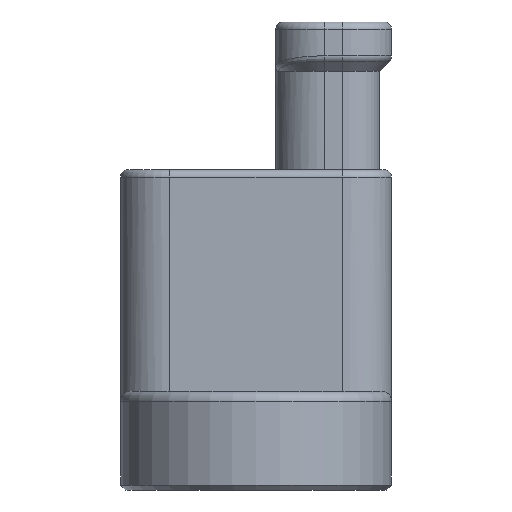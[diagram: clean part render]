
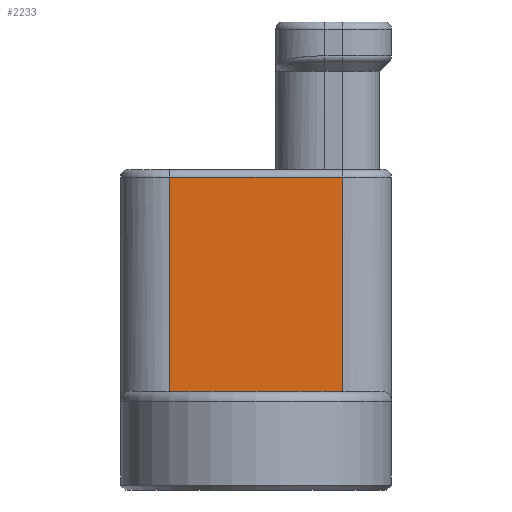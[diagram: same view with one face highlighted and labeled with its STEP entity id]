
A CAD part, front view. The second image highlights one B-rep face of the part: STEP entity #2233.
In plain terms, the highlighted planar face has unit normal (0, -1, 0).
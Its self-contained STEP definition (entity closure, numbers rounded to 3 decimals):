
#315 = ORIENTED_EDGE ( 'NONE', *, *, #1185, .T. ) ;
#334 = VECTOR ( 'NONE', #1910, 1000. ) ;
#599 = EDGE_CURVE ( 'NONE', #2011, #1361, #3119, .T. ) ;
#650 = LINE ( 'NONE', #836, #2974 ) ;
#836 = CARTESIAN_POINT ( 'NONE',  ( -3.5, -3., 19. ) ) ;
#849 = DIRECTION ( 'NONE',  ( 0., 0., 1. ) ) ;
#869 = VERTEX_POINT ( 'NONE', #1458 ) ;
#890 = EDGE_CURVE ( 'NONE', #2067, #869, #2942, .T. ) ;
#982 = EDGE_CURVE ( 'NONE', #1361, #2067, #650, .T. ) ;
#1185 = EDGE_CURVE ( 'NONE', #869, #2011, #2222, .T. ) ;
#1263 = CARTESIAN_POINT ( 'NONE',  ( -3.5, -3., 4. ) ) ;
#1361 = VERTEX_POINT ( 'NONE', #2966 ) ;
#1370 = FACE_OUTER_BOUND ( 'NONE', #3097, .T. ) ;
#1458 = CARTESIAN_POINT ( 'NONE',  ( 3.5, -3., 4. ) ) ;
#1482 = CARTESIAN_POINT ( 'NONE',  ( 3.5, -3., 19. ) ) ;
#1596 = CARTESIAN_POINT ( 'NONE',  ( -3.5, -3., 12.7 ) ) ;
#1674 = CARTESIAN_POINT ( 'NONE',  ( -5.5, -3., 4. ) ) ;
#1792 = CARTESIAN_POINT ( 'NONE',  ( 3.5, -3., 12.7 ) ) ;
#1861 = DIRECTION ( 'NONE',  ( -1., 0., 0. ) ) ;
#1910 = DIRECTION ( 'NONE',  ( 1., 0., 0. ) ) ;
#1967 = VECTOR ( 'NONE', #3231, 1000. ) ;
#2011 = VERTEX_POINT ( 'NONE', #1792 ) ;
#2067 = VERTEX_POINT ( 'NONE', #1263 ) ;
#2092 = PLANE ( 'NONE',  #3267 ) ;
#2093 = ORIENTED_EDGE ( 'NONE', *, *, #890, .T. ) ;
#2131 = DIRECTION ( 'NONE',  ( 0., 1., 0. ) ) ;
#2177 = ORIENTED_EDGE ( 'NONE', *, *, #599, .T. ) ;
#2222 = LINE ( 'NONE', #1482, #1967 ) ;
#2233 = ADVANCED_FACE ( 'NONE', ( #1370 ), #2092, .F. ) ;
#2345 = CARTESIAN_POINT ( 'NONE',  ( -5.5, -3., 19. ) ) ;
#2636 = DIRECTION ( 'NONE',  ( 0., 0., -1. ) ) ;
#2754 = ORIENTED_EDGE ( 'NONE', *, *, #982, .T. ) ;
#2942 = LINE ( 'NONE', #1674, #334 ) ;
#2966 = CARTESIAN_POINT ( 'NONE',  ( -3.5, -3., 12.7 ) ) ;
#2974 = VECTOR ( 'NONE', #2636, 1000. ) ;
#3097 = EDGE_LOOP ( 'NONE', ( #315, #2177, #2754, #2093 ) ) ;
#3119 = LINE ( 'NONE', #1596, #3142 ) ;
#3142 = VECTOR ( 'NONE', #1861, 1000. ) ;
#3231 = DIRECTION ( 'NONE',  ( 0., 0., 1. ) ) ;
#3267 = AXIS2_PLACEMENT_3D ( 'NONE', #2345, #2131, #849 ) ;
